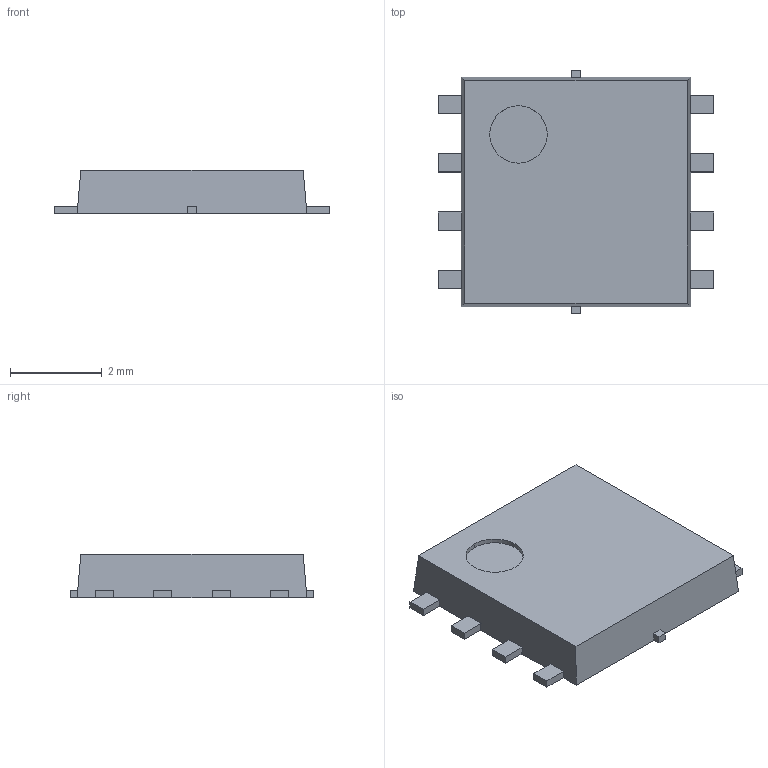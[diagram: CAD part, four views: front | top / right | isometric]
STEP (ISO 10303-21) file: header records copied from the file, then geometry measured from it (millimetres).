
FILE_DESCRIPTION(('STEP AP214'),'1');
FILE_NAME('SOP Advance.stp','2019-02-17T21:57:38',(' '),(' '),'Spatial InterOp 3D',' ',' ');
FILE_SCHEMA(('AUTOMOTIVE_DESIGN { 1 0 10303 214 1 1 1 1 }'));
Length unit declared in the file: metre
Products named in the file (7): SOP Advance; Component1; Component2; Component3; Component4; Component5; Component6
Assembly tree (6 placements, depth 2):
  SOP Advance
    Component1
    Component2
    Component3
    Component4
    Component5
    Component6
Bounding box: 6 x 5.3 x 0.95 mm (x, y, z)
Volume: 23.1 mm3; surface area: 110.2 mm2
Topology: 6 solids, 6 shells, 123 faces, 330 edges, 220 vertices
Faces by surface type: plane 121, cylinder 2
Entity records: 4949 total; most frequent: CARTESIAN_POINT 680, ORIENTED_EDGE 660, DIRECTION 594, EDGE_CURVE 330, LINE 326, VECTOR 326, VERTEX_POINT 220, AXIS2_PLACEMENT_3D 134
